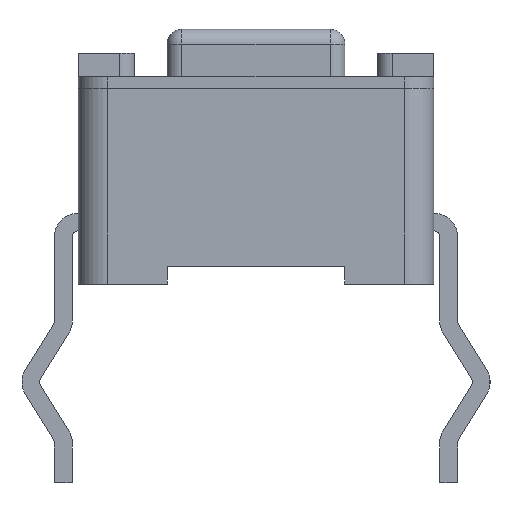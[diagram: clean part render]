
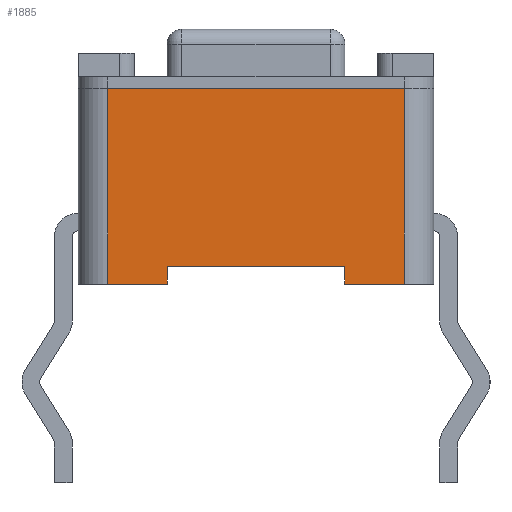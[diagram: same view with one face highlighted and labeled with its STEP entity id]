
A CAD part, front view. The second image highlights one B-rep face of the part: STEP entity #1885.
In plain terms, the highlighted planar face has unit normal (0, -1, 0).
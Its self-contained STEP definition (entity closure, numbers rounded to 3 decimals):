
#475=CARTESIAN_POINT('',(-2.5,-1.75,3.));
#476=VERTEX_POINT('',#475);
#484=CARTESIAN_POINT('',(2.5,-1.75,3.));
#485=VERTEX_POINT('',#484);
#486=CARTESIAN_POINT('',(2.5,-1.75,3.));
#487=DIRECTION('',(-1.0,0.0,0.0));
#488=VECTOR('',#487,5.0);
#489=LINE('',#486,#488);
#490=EDGE_CURVE('',#485,#476,#489,.T.);
#1274=CARTESIAN_POINT('',(-1.5,-1.75,-0.3));
#1275=VERTEX_POINT('',#1274);
#1292=CARTESIAN_POINT('',(-1.5,-1.75,0.0));
#1293=VERTEX_POINT('',#1292);
#1300=CARTESIAN_POINT('',(-1.5,-1.75,0.0));
#1301=DIRECTION('',(0.0,0.0,-1.0));
#1302=VECTOR('',#1301,0.3);
#1303=LINE('',#1300,#1302);
#1304=EDGE_CURVE('',#1293,#1275,#1303,.T.);
#1345=CARTESIAN_POINT('',(-2.5,-1.75,-0.3));
#1346=VERTEX_POINT('',#1345);
#1347=CARTESIAN_POINT('',(-2.5,-1.75,-0.3));
#1348=DIRECTION('',(1.0,0.0,0.0));
#1349=VECTOR('',#1348,1.);
#1350=LINE('',#1347,#1349);
#1351=EDGE_CURVE('',#1346,#1275,#1350,.T.);
#1410=CARTESIAN_POINT('',(1.5,-1.75,-0.3));
#1411=VERTEX_POINT('',#1410);
#1418=CARTESIAN_POINT('',(1.5,-1.75,0.0));
#1419=VERTEX_POINT('',#1418);
#1420=CARTESIAN_POINT('',(1.5,-1.75,0.0));
#1421=DIRECTION('',(0.0,0.0,-1.0));
#1422=VECTOR('',#1421,0.3);
#1423=LINE('',#1420,#1422);
#1424=EDGE_CURVE('',#1419,#1411,#1423,.T.);
#1442=CARTESIAN_POINT('',(2.5,-1.75,-0.3));
#1443=VERTEX_POINT('',#1442);
#1451=CARTESIAN_POINT('',(1.5,-1.75,-0.3));
#1452=DIRECTION('',(1.0,0.0,0.0));
#1453=VECTOR('',#1452,1.);
#1454=LINE('',#1451,#1453);
#1455=EDGE_CURVE('',#1411,#1443,#1454,.T.);
#1848=CARTESIAN_POINT('',(2.5,-1.75,3.));
#1849=DIRECTION('',(0.0,0.0,-1.0));
#1850=VECTOR('',#1849,3.3);
#1851=LINE('',#1848,#1850);
#1852=EDGE_CURVE('',#485,#1443,#1851,.T.);
#1860=CARTESIAN_POINT('',(2.5,-1.75,0.0));
#1861=DIRECTION('',(0.0,-1.0,0.0));
#1862=DIRECTION('',(0.0,0.0,-1.0));
#1863=AXIS2_PLACEMENT_3D('',#1860,#1861,#1862);
#1864=PLANE('',#1863);
#1865=ORIENTED_EDGE('',*,*,#490,.T.);
#1866=CARTESIAN_POINT('',(-2.5,-1.75,3.));
#1867=DIRECTION('',(0.0,0.0,-1.0));
#1868=VECTOR('',#1867,3.3);
#1869=LINE('',#1866,#1868);
#1870=EDGE_CURVE('',#476,#1346,#1869,.T.);
#1871=ORIENTED_EDGE('',*,*,#1870,.T.);
#1872=ORIENTED_EDGE('',*,*,#1351,.T.);
#1873=ORIENTED_EDGE('',*,*,#1304,.F.);
#1874=CARTESIAN_POINT('',(1.5,-1.75,0.0));
#1875=DIRECTION('',(-1.0,0.0,0.0));
#1876=VECTOR('',#1875,3.);
#1877=LINE('',#1874,#1876);
#1878=EDGE_CURVE('',#1419,#1293,#1877,.T.);
#1879=ORIENTED_EDGE('',*,*,#1878,.F.);
#1880=ORIENTED_EDGE('',*,*,#1424,.T.);
#1881=ORIENTED_EDGE('',*,*,#1455,.T.);
#1882=ORIENTED_EDGE('',*,*,#1852,.F.);
#1883=EDGE_LOOP('',(#1865,#1871,#1872,#1873,#1879,#1880,#1881,#1882));
#1884=FACE_OUTER_BOUND('',#1883,.T.);
#1885=ADVANCED_FACE('',(#1884),#1864,.T.);
